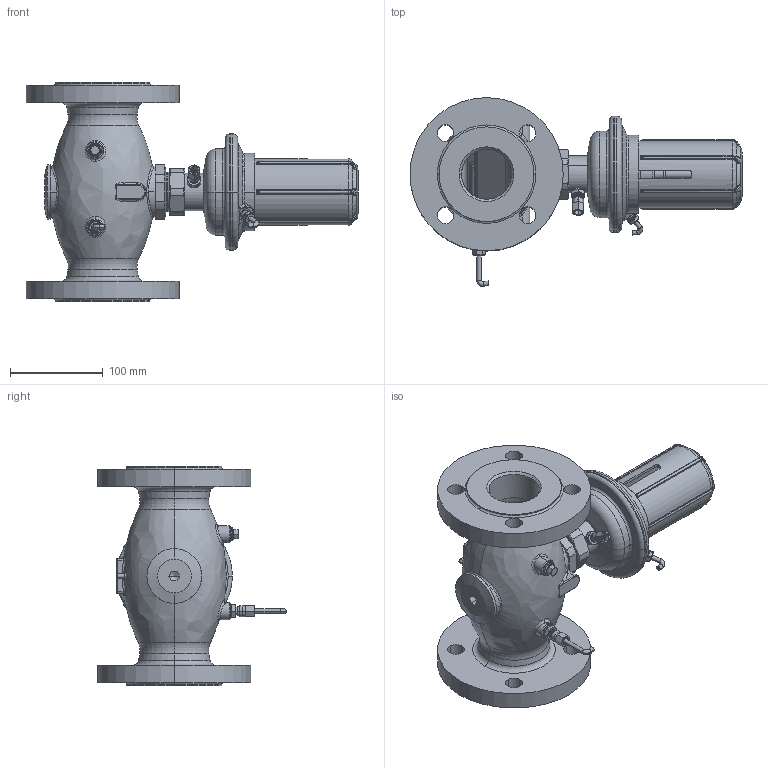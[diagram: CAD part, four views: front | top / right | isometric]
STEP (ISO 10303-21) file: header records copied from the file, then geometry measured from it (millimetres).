
FILE_DESCRIPTION((''),'2;1');
FILE_NAME('003H6374','2015-03-05T',('u317927'),('Danfoss'),'PRO/ENGINEER BY PARAMETRIC TECHNOLOGY CORPORATION, 2014000','PRO/ENGINEER BY PARAMETRIC TECHNOLOGY CORPORATION, 2014000','');
FILE_SCHEMA(('CONFIG_CONTROL_DESIGN'));
Products named in the file (1): 003H6374
Bounding box: 357.6 x 203.08 x 236 mm (x, y, z)
Volume: 1753008.2 mm3; surface area: 409602.2 mm2
Topology: 3 solids, 5 shells, 1503 faces, 3510 edges, 2071 vertices
Faces by surface type: cylinder 393, plane 378, bspline 262, cone 244, torus 212, sphere 14
Entity records: 60742 total; most frequent: CARTESIAN_POINT 27838, ORIENTED_EDGE 7004, DIRECTION 6775, EDGE_CURVE 3502, AXIS2_PLACEMENT_3D 2854, VERTEX_POINT 2071, EDGE_LOOP 1663, CIRCLE 1612
